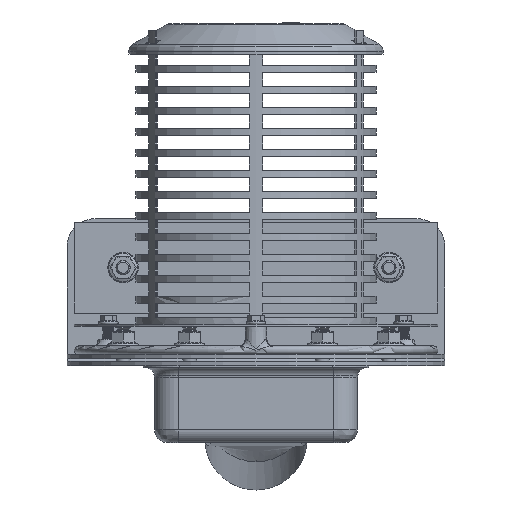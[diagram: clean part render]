
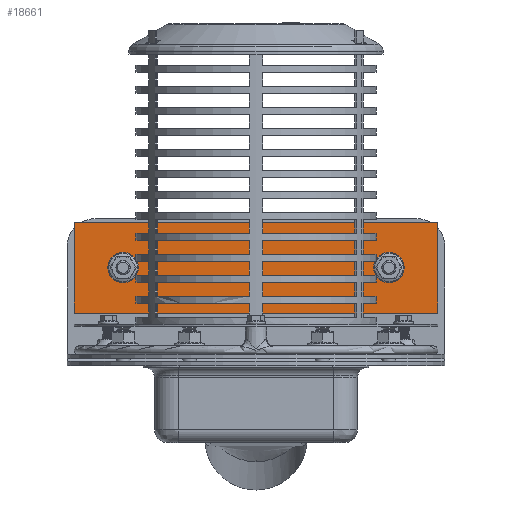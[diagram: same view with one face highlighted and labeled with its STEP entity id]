
A CAD part, left-side view. The second image highlights one B-rep face of the part: STEP entity #18661.
In plain terms, the highlighted planar face has unit normal (-1, 0, 0).
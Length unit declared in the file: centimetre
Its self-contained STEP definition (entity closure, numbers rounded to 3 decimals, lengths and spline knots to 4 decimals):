
#681=FACE_BOUND('',#3106,.T.);
#682=FACE_BOUND('',#3107,.T.);
#1168=PLANE('',#20159);
#1956=FACE_OUTER_BOUND('',#3105,.T.);
#3105=EDGE_LOOP('',(#14236,#14237,#14238,#14239));
#3106=EDGE_LOOP('',(#14240));
#3107=EDGE_LOOP('',(#14241));
#4475=CIRCLE('',#20154,8.);
#4476=CIRCLE('',#20156,8.);
#5768=LINE('',#30747,#7184);
#5771=LINE('',#30752,#7187);
#5774=LINE('',#30768,#7190);
#5776=LINE('',#30771,#7192);
#7184=VECTOR('',#23596,1.);
#7187=VECTOR('',#23601,1.);
#7190=VECTOR('',#23620,1.);
#7192=VECTOR('',#23624,1.);
#8639=VERTEX_POINT('',#30744);
#8640=VERTEX_POINT('',#30746);
#8641=VERTEX_POINT('',#30750);
#8644=VERTEX_POINT('',#30759);
#8645=VERTEX_POINT('',#30763);
#8646=VERTEX_POINT('',#30767);
#10679=EDGE_CURVE('',#8640,#8639,#5768,.T.);
#10682=EDGE_CURVE('',#8639,#8641,#5771,.T.);
#10685=EDGE_CURVE('',#8644,#8644,#4475,.T.);
#10687=EDGE_CURVE('',#8645,#8645,#4476,.T.);
#10689=EDGE_CURVE('',#8646,#8640,#5774,.T.);
#10691=EDGE_CURVE('',#8641,#8646,#5776,.T.);
#14236=ORIENTED_EDGE('',*,*,#10682,.T.);
#14237=ORIENTED_EDGE('',*,*,#10691,.T.);
#14238=ORIENTED_EDGE('',*,*,#10689,.T.);
#14239=ORIENTED_EDGE('',*,*,#10679,.T.);
#14240=ORIENTED_EDGE('',*,*,#10687,.T.);
#14241=ORIENTED_EDGE('',*,*,#10685,.T.);
#18661=ADVANCED_FACE('',(#1956,#681,#682),#1168,.T.);
#20154=AXIS2_PLACEMENT_3D('',#30760,#23610,#23611);
#20156=AXIS2_PLACEMENT_3D('',#30764,#23615,#23616);
#20159=AXIS2_PLACEMENT_3D('',#30772,#23625,#23626);
#23596=DIRECTION('',(0.,1.,0.));
#23601=DIRECTION('',(0.,0.,-1.));
#23610=DIRECTION('center_axis',(1.,0.,0.));
#23611=DIRECTION('ref_axis',(0.,-1.,0.));
#23615=DIRECTION('center_axis',(1.,0.,0.));
#23616=DIRECTION('ref_axis',(0.,-1.,0.));
#23620=DIRECTION('',(0.,0.,1.));
#23624=DIRECTION('',(0.,-1.,0.));
#23625=DIRECTION('center_axis',(-1.,0.,0.));
#23626=DIRECTION('ref_axis',(0.,-1.,0.));
#30744=CARTESIAN_POINT('',(265.999,130.,102.499));
#30746=CARTESIAN_POINT('',(265.999,-130.,102.499));
#30747=CARTESIAN_POINT('',(265.999,-130.,102.499));
#30750=CARTESIAN_POINT('',(265.999,130.,37.499));
#30752=CARTESIAN_POINT('',(265.999,130.,102.499));
#30759=CARTESIAN_POINT('',(265.999,103.,69.999));
#30760=CARTESIAN_POINT('Origin',(265.999,95.,69.999));
#30763=CARTESIAN_POINT('',(265.999,-87.,69.999));
#30764=CARTESIAN_POINT('Origin',(265.999,-95.,69.999));
#30767=CARTESIAN_POINT('',(265.999,-130.,37.499));
#30768=CARTESIAN_POINT('',(265.999,-130.,37.499));
#30771=CARTESIAN_POINT('',(265.999,130.,37.499));
#30772=CARTESIAN_POINT('Origin',(265.999,0.,
69.999));
